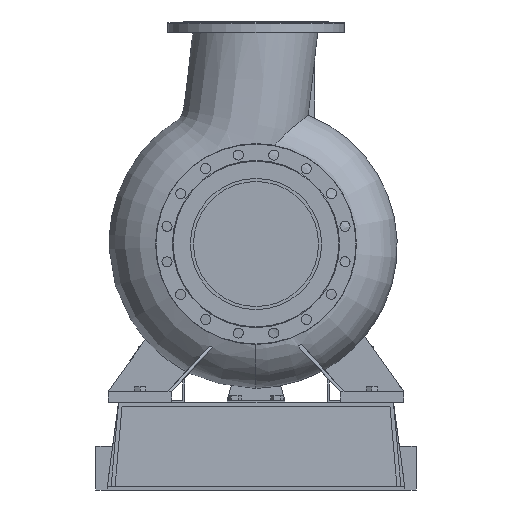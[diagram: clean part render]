
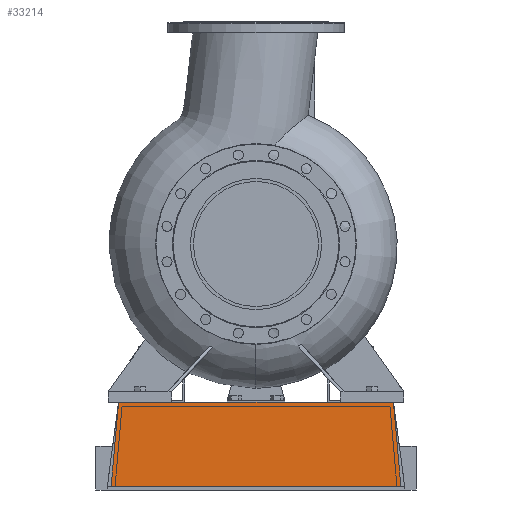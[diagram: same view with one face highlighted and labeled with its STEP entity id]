
A CAD part, left-side view. The second image highlights one B-rep face of the part: STEP entity #33214.
In plain terms, the highlighted free-form (B-spline) face has degree [1, 1] with [2, 2] control points.
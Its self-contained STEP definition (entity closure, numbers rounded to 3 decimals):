
#31512=CARTESIAN_POINT('',(-220.,375.0,10.0));
#31513=VERTEX_POINT('',#31512);
#31520=CARTESIAN_POINT('',(-210.,356.,227.));
#31521=VERTEX_POINT('',#31520);
#31522=CARTESIAN_POINT('',(-210.,356.,227.));
#31523=DIRECTION('',(-0.046,0.087,-0.995));
#31524=VECTOR('',#31523,218.06);
#31525=LINE('',#31522,#31524);
#31526=EDGE_CURVE('',#31521,#31513,#31525,.T.);
#31568=CARTESIAN_POINT('',(-220.,-375.0,10.0));
#31569=VERTEX_POINT('',#31568);
#31576=CARTESIAN_POINT('',(-220.,-375.0,10.0));
#31577=DIRECTION('',(0.0,1.0,0.0));
#31578=VECTOR('',#31577,750.0);
#31579=LINE('',#31576,#31578);
#31580=EDGE_CURVE('',#31569,#31513,#31579,.T.);
#32253=CARTESIAN_POINT('',(-210.,-356.,227.));
#32254=VERTEX_POINT('',#32253);
#32261=CARTESIAN_POINT('',(-210.,-356.,227.));
#32262=DIRECTION('',(-0.046,-0.087,-0.995));
#32263=VECTOR('',#32262,218.06);
#32264=LINE('',#32261,#32263);
#32265=EDGE_CURVE('',#32254,#31569,#32264,.T.);
#33177=CARTESIAN_POINT('',(-210.,356.,227.));
#33178=DIRECTION('',(0.0,-1.0,0.0));
#33179=VECTOR('',#33178,712.);
#33180=LINE('',#33177,#33179);
#33181=EDGE_CURVE('',#31521,#32254,#33180,.T.);
#33203=CARTESIAN_POINT('',(-220.,-375.,10.));
#33204=CARTESIAN_POINT('',(-210.,-375.,227.));
#33205=CARTESIAN_POINT('',(-220.,375.,10.));
#33206=CARTESIAN_POINT('',(-210.,375.,227.));
#33207=B_SPLINE_SURFACE_WITH_KNOTS('',1,1,((#33203,#33205),(#33204,#33206)),.UNSPECIFIED.,.F.,.F.,.U.,(2,2),(2,2),(0.0,217.23),(0.0,750.),.UNSPECIFIED.);
#33208=ORIENTED_EDGE('',*,*,#33181,.F.);
#33209=ORIENTED_EDGE('',*,*,#31526,.T.);
#33210=ORIENTED_EDGE('',*,*,#31580,.F.);
#33211=ORIENTED_EDGE('',*,*,#32265,.F.);
#33212=EDGE_LOOP('',(#33208,#33209,#33210,#33211));
#33213=FACE_OUTER_BOUND('',#33212,.T.);
#33214=ADVANCED_FACE('',(#33213),#33207,.T.);
